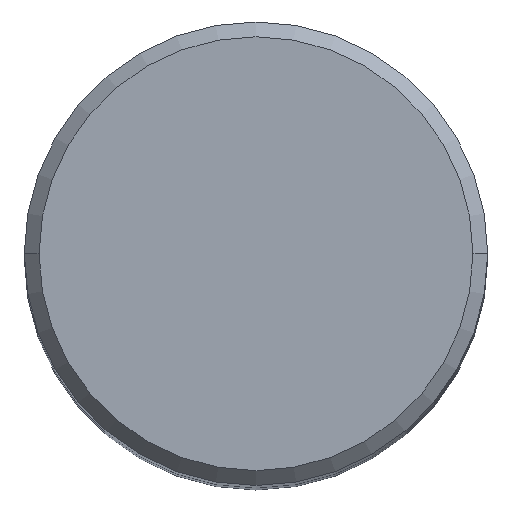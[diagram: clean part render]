
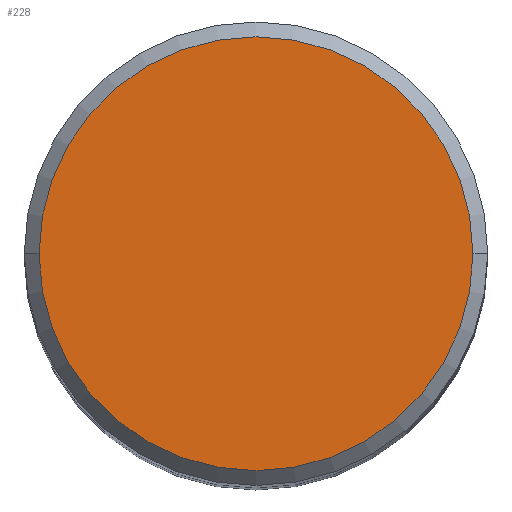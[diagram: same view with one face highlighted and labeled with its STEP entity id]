
A CAD part, top view. The second image highlights one B-rep face of the part: STEP entity #228.
In plain terms, the highlighted planar face has unit normal (0, 0, 1).
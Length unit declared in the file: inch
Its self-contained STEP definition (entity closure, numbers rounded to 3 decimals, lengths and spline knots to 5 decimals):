
#49 = EDGE_LOOP ( 'NONE', ( #306, #206 ) ) ;
#50 = PLANE ( 'NONE',  #426 ) ;
#51 = VERTEX_POINT ( 'NONE', #79 ) ;
#52 = DIRECTION ( 'NONE',  ( 0., 0., 1. ) ) ;
#79 = CARTESIAN_POINT ( 'NONE',  ( 0.2925, 0., 0. ) ) ;
#82 = CARTESIAN_POINT ( 'NONE',  ( 0., 0.2925, 0. ) ) ;
#121 = VERTEX_POINT ( 'NONE', #392 ) ;
#162 = EDGE_CURVE ( 'NONE', #51, #121, #393, .T. ) ;
#183 = CIRCLE ( 'NONE', #194, 0.2925 ) ;
#188 = AXIS2_PLACEMENT_3D ( 'NONE', #323, #326, #288 ) ;
#194 = AXIS2_PLACEMENT_3D ( 'NONE', #219, #52, #327 ) ;
#206 = ORIENTED_EDGE ( 'NONE', *, *, #162, .T. ) ;
#219 = CARTESIAN_POINT ( 'NONE',  ( 0., 0., 0. ) ) ;
#223 = DIRECTION ( 'NONE',  ( 0., 0., -1. ) ) ;
#227 = DIRECTION ( 'NONE',  ( -1., 0., 0. ) ) ;
#228 = ADVANCED_FACE ( 'NONE', ( #352 ), #50, .F. ) ;
#239 = EDGE_CURVE ( 'NONE', #121, #51, #183, .T. ) ;
#288 = DIRECTION ( 'NONE',  ( 1., 0., 0. ) ) ;
#306 = ORIENTED_EDGE ( 'NONE', *, *, #239, .T. ) ;
#323 = CARTESIAN_POINT ( 'NONE',  ( 0., 0., 0. ) ) ;
#326 = DIRECTION ( 'NONE',  ( 0., 0., 1. ) ) ;
#327 = DIRECTION ( 'NONE',  ( 1., 0., 0. ) ) ;
#352 = FACE_OUTER_BOUND ( 'NONE', #49, .T. ) ;
#392 = CARTESIAN_POINT ( 'NONE',  ( -0.2925, 0., 0. ) ) ;
#393 = CIRCLE ( 'NONE', #188, 0.2925 ) ;
#426 = AXIS2_PLACEMENT_3D ( 'NONE', #82, #223, #227 ) ;
